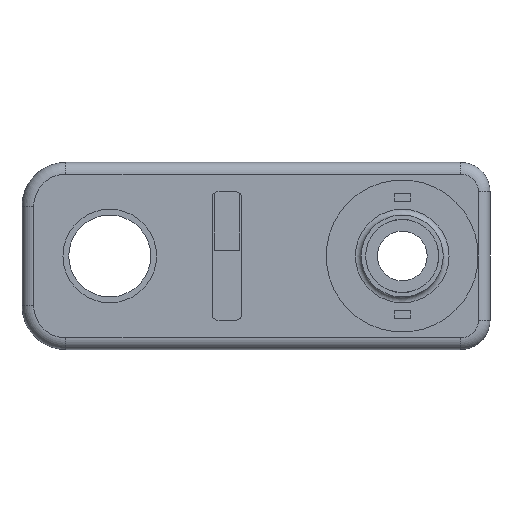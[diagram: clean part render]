
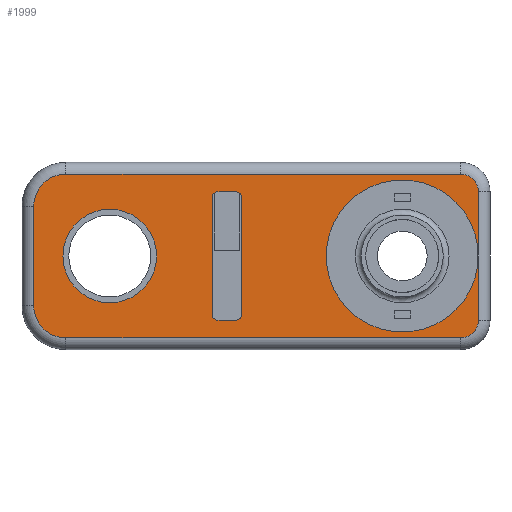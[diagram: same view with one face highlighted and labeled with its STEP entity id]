
A CAD part, left-side view. The second image highlights one B-rep face of the part: STEP entity #1999.
In plain terms, the highlighted planar face has unit normal (-1, 0, 0).
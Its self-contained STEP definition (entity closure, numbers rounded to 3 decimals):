
#51=FACE_BOUND('',#308,.T.);
#52=FACE_BOUND('',#309,.T.);
#53=FACE_BOUND('',#310,.T.);
#99=PLANE('',#2196);
#184=FACE_OUTER_BOUND('',#307,.T.);
#307=EDGE_LOOP('',(#1609,#1610,#1611,#1612,#1613,#1614,#1615,#1616));
#308=EDGE_LOOP('',(#1617));
#309=EDGE_LOOP('',(#1618,#1619,#1620,#1621,#1622,#1623,#1624,#1625));
#310=EDGE_LOOP('',(#1626,#1627,#1628,#1629,#1630,#1631,#1632,#1633));
#423=LINE('',#3097,#602);
#427=LINE('',#3108,#606);
#431=LINE('',#3117,#610);
#437=LINE('',#3141,#616);
#480=LINE('',#3366,#659);
#482=LINE('',#3378,#661);
#484=LINE('',#3389,#663);
#485=LINE('',#3395,#664);
#489=LINE('',#3409,#668);
#490=LINE('',#3413,#669);
#491=LINE('',#3417,#670);
#492=LINE('',#3421,#671);
#602=VECTOR('',#2414,10.);
#606=VECTOR('',#2422,10.);
#610=VECTOR('',#2428,10.);
#616=VECTOR('',#2456,10.);
#659=VECTOR('',#2603,10.);
#661=VECTOR('',#2617,10.);
#663=VECTOR('',#2631,10.);
#664=VECTOR('',#2640,10.);
#668=VECTOR('',#2654,10.);
#669=VECTOR('',#2657,10.);
#670=VECTOR('',#2660,10.);
#671=VECTOR('',#2663,10.);
#751=CIRCLE('',#2117,26.);
#752=CIRCLE('',#2119,26.);
#754=CIRCLE('',#2122,26.);
#782=CIRCLE('',#2172,6.);
#788=CIRCLE('',#2180,6.);
#792=CIRCLE('',#2186,11.);
#795=CIRCLE('',#2191,11.);
#797=CIRCLE('',#2197,16.);
#798=CIRCLE('',#2198,2.);
#799=CIRCLE('',#2199,2.);
#800=CIRCLE('',#2200,2.);
#801=CIRCLE('',#2201,2.);
#802=CIRCLE('',#2202,26.);
#882=VERTEX_POINT('',#3095);
#883=VERTEX_POINT('',#3096);
#887=VERTEX_POINT('',#3106);
#888=VERTEX_POINT('',#3107);
#891=VERTEX_POINT('',#3115);
#892=VERTEX_POINT('',#3116);
#897=VERTEX_POINT('',#3128);
#898=VERTEX_POINT('',#3132);
#953=VERTEX_POINT('',#3354);
#954=VERTEX_POINT('',#3356);
#956=VERTEX_POINT('',#3362);
#958=VERTEX_POINT('',#3368);
#960=VERTEX_POINT('',#3374);
#962=VERTEX_POINT('',#3380);
#964=VERTEX_POINT('',#3386);
#965=VERTEX_POINT('',#3391);
#968=VERTEX_POINT('',#3405);
#969=VERTEX_POINT('',#3407);
#970=VERTEX_POINT('',#3408);
#971=VERTEX_POINT('',#3410);
#972=VERTEX_POINT('',#3412);
#973=VERTEX_POINT('',#3414);
#974=VERTEX_POINT('',#3416);
#975=VERTEX_POINT('',#3418);
#976=VERTEX_POINT('',#3420);
#1091=EDGE_CURVE('',#882,#883,#423,.T.);
#1096=EDGE_CURVE('',#887,#888,#427,.T.);
#1100=EDGE_CURVE('',#891,#892,#431,.T.);
#1107=EDGE_CURVE('',#882,#897,#751,.T.);
#1108=EDGE_CURVE('',#898,#892,#752,.T.);
#1111=EDGE_CURVE('',#891,#888,#754,.T.);
#1113=EDGE_CURVE('',#898,#897,#437,.T.);
#1187=EDGE_CURVE('',#953,#954,#782,.T.);
#1192=EDGE_CURVE('',#954,#956,#480,.T.);
#1195=EDGE_CURVE('',#956,#958,#788,.T.);
#1198=EDGE_CURVE('',#958,#960,#482,.T.);
#1201=EDGE_CURVE('',#960,#962,#792,.T.);
#1204=EDGE_CURVE('',#962,#964,#484,.T.);
#1206=EDGE_CURVE('',#964,#965,#795,.T.);
#1207=EDGE_CURVE('',#965,#953,#485,.T.);
#1212=EDGE_CURVE('',#968,#968,#797,.T.);
#1213=EDGE_CURVE('',#969,#970,#489,.T.);
#1214=EDGE_CURVE('',#971,#970,#798,.T.);
#1215=EDGE_CURVE('',#971,#972,#490,.T.);
#1216=EDGE_CURVE('',#973,#972,#799,.T.);
#1217=EDGE_CURVE('',#973,#974,#491,.T.);
#1218=EDGE_CURVE('',#975,#974,#800,.T.);
#1219=EDGE_CURVE('',#975,#976,#492,.T.);
#1220=EDGE_CURVE('',#969,#976,#801,.T.);
#1221=EDGE_CURVE('',#887,#883,#802,.T.);
#1609=ORIENTED_EDGE('',*,*,#1192,.F.);
#1610=ORIENTED_EDGE('',*,*,#1187,.F.);
#1611=ORIENTED_EDGE('',*,*,#1207,.F.);
#1612=ORIENTED_EDGE('',*,*,#1206,.F.);
#1613=ORIENTED_EDGE('',*,*,#1204,.F.);
#1614=ORIENTED_EDGE('',*,*,#1201,.F.);
#1615=ORIENTED_EDGE('',*,*,#1198,.F.);
#1616=ORIENTED_EDGE('',*,*,#1195,.F.);
#1617=ORIENTED_EDGE('',*,*,#1212,.T.);
#1618=ORIENTED_EDGE('',*,*,#1213,.T.);
#1619=ORIENTED_EDGE('',*,*,#1214,.F.);
#1620=ORIENTED_EDGE('',*,*,#1215,.T.);
#1621=ORIENTED_EDGE('',*,*,#1216,.F.);
#1622=ORIENTED_EDGE('',*,*,#1217,.T.);
#1623=ORIENTED_EDGE('',*,*,#1218,.F.);
#1624=ORIENTED_EDGE('',*,*,#1219,.T.);
#1625=ORIENTED_EDGE('',*,*,#1220,.F.);
#1626=ORIENTED_EDGE('',*,*,#1096,.F.);
#1627=ORIENTED_EDGE('',*,*,#1221,.T.);
#1628=ORIENTED_EDGE('',*,*,#1091,.F.);
#1629=ORIENTED_EDGE('',*,*,#1107,.T.);
#1630=ORIENTED_EDGE('',*,*,#1113,.F.);
#1631=ORIENTED_EDGE('',*,*,#1108,.T.);
#1632=ORIENTED_EDGE('',*,*,#1100,.F.);
#1633=ORIENTED_EDGE('',*,*,#1111,.T.);
#1999=ADVANCED_FACE('',(#184,#51,#52,#53),#99,.T.);
#2117=AXIS2_PLACEMENT_3D('',#3130,#2439,#2440);
#2119=AXIS2_PLACEMENT_3D('',#3133,#2443,#2444);
#2122=AXIS2_PLACEMENT_3D('',#3138,#2450,#2451);
#2172=AXIS2_PLACEMENT_3D('',#3357,#2592,#2593);
#2180=AXIS2_PLACEMENT_3D('',#3372,#2610,#2611);
#2186=AXIS2_PLACEMENT_3D('',#3384,#2624,#2625);
#2191=AXIS2_PLACEMENT_3D('',#3393,#2636,#2637);
#2196=AXIS2_PLACEMENT_3D('',#3404,#2650,#2651);
#2197=AXIS2_PLACEMENT_3D('',#3406,#2652,#2653);
#2198=AXIS2_PLACEMENT_3D('',#3411,#2655,#2656);
#2199=AXIS2_PLACEMENT_3D('',#3415,#2658,#2659);
#2200=AXIS2_PLACEMENT_3D('',#3419,#2661,#2662);
#2201=AXIS2_PLACEMENT_3D('',#3422,#2664,#2665);
#2202=AXIS2_PLACEMENT_3D('',#3423,#2666,#2667);
#2414=DIRECTION('',(0.,-1.,0.));
#2422=DIRECTION('',(0.,0.,1.));
#2428=DIRECTION('',(0.,1.,0.));
#2439=DIRECTION('center_axis',(1.,0.,0.));
#2440=DIRECTION('ref_axis',(0.,0.,1.));
#2443=DIRECTION('center_axis',(1.,0.,0.));
#2444=DIRECTION('ref_axis',(0.,0.,1.));
#2450=DIRECTION('center_axis',(1.,0.,0.));
#2451=DIRECTION('ref_axis',(0.,0.,1.));
#2456=DIRECTION('',(0.,0.,-1.));
#2592=DIRECTION('center_axis',(1.,0.,0.));
#2593=DIRECTION('ref_axis',(0.,-0.707,0.707));
#2603=DIRECTION('',(0.,0.,-1.));
#2610=DIRECTION('center_axis',(1.,0.,0.));
#2611=DIRECTION('ref_axis',(0.,-0.707,-0.707));
#2617=DIRECTION('',(0.,1.,0.));
#2624=DIRECTION('center_axis',(1.,0.,0.));
#2625=DIRECTION('ref_axis',(0.,0.707,-0.707));
#2631=DIRECTION('',(0.,0.,1.));
#2636=DIRECTION('center_axis',(1.,0.,0.));
#2637=DIRECTION('ref_axis',(0.,0.707,0.707));
#2640=DIRECTION('',(0.,-1.,0.));
#2650=DIRECTION('center_axis',(-1.,0.,0.));
#2651=DIRECTION('ref_axis',(0.,-1.,0.));
#2652=DIRECTION('center_axis',(1.,0.,0.));
#2653=DIRECTION('ref_axis',(0.,0.,-1.));
#2654=DIRECTION('',(0.,-1.,0.));
#2655=DIRECTION('center_axis',(-1.,0.,0.));
#2656=DIRECTION('ref_axis',(0.,-0.707,0.707));
#2657=DIRECTION('',(0.,0.,-1.));
#2658=DIRECTION('center_axis',(-1.,0.,0.));
#2659=DIRECTION('ref_axis',(0.,-0.707,-0.707));
#2660=DIRECTION('',(0.,1.,0.));
#2661=DIRECTION('center_axis',(-1.,0.,0.));
#2662=DIRECTION('ref_axis',(0.,0.707,-0.707));
#2663=DIRECTION('',(0.,0.,1.));
#2664=DIRECTION('center_axis',(-1.,0.,0.));
#2665=DIRECTION('ref_axis',(0.,0.707,0.707));
#2666=DIRECTION('center_axis',(1.,0.,0.));
#2667=DIRECTION('ref_axis',(0.,0.,1.));
#3095=CARTESIAN_POINT('',(-20.,-46.674,-25.786));
#3096=CARTESIAN_POINT('',(-20.,-53.326,-25.786));
#3097=CARTESIAN_POINT('',(-20.,-48.337,-25.786));
#3106=CARTESIAN_POINT('',(-20.,-75.786,-3.326));
#3107=CARTESIAN_POINT('',(-20.,-75.786,3.326));
#3108=CARTESIAN_POINT('',(-20.,-75.786,-1.663));
#3115=CARTESIAN_POINT('',(-20.,-53.326,25.786));
#3116=CARTESIAN_POINT('',(-20.,-46.674,25.786));
#3117=CARTESIAN_POINT('',(-20.,-51.663,25.786));
#3128=CARTESIAN_POINT('',(-20.,-24.214,-3.326));
#3130=CARTESIAN_POINT('Origin',(-20.,-50.,0.));
#3132=CARTESIAN_POINT('',(-20.,-24.214,3.326));
#3133=CARTESIAN_POINT('Origin',(-20.,-50.,0.));
#3138=CARTESIAN_POINT('Origin',(-20.,-50.,0.));
#3141=CARTESIAN_POINT('',(-20.,-24.214,1.663));
#3354=CARTESIAN_POINT('',(-20.,-70.,28.));
#3356=CARTESIAN_POINT('',(-20.,-76.,22.));
#3357=CARTESIAN_POINT('Origin',(-20.,-70.,22.));
#3362=CARTESIAN_POINT('',(-20.,-76.,-22.));
#3366=CARTESIAN_POINT('',(-20.,-76.,0.));
#3368=CARTESIAN_POINT('',(-20.,-70.,-28.));
#3372=CARTESIAN_POINT('Origin',(-20.,-70.,-22.));
#3374=CARTESIAN_POINT('',(-20.,65.,-28.));
#3378=CARTESIAN_POINT('',(-20.,40.,-28.));
#3380=CARTESIAN_POINT('',(-20.,76.,-17.));
#3384=CARTESIAN_POINT('Origin',(-20.,65.,-17.));
#3386=CARTESIAN_POINT('',(-20.,76.,17.));
#3389=CARTESIAN_POINT('',(-20.,76.,0.));
#3391=CARTESIAN_POINT('',(-20.,65.,28.));
#3393=CARTESIAN_POINT('Origin',(-20.,65.,17.));
#3395=CARTESIAN_POINT('',(-20.,40.,28.));
#3404=CARTESIAN_POINT('Origin',(-20.,80.,0.));
#3405=CARTESIAN_POINT('',(-20.,50.,16.));
#3406=CARTESIAN_POINT('Origin',(-20.,50.,0.));
#3407=CARTESIAN_POINT('',(-20.,13.,22.));
#3408=CARTESIAN_POINT('',(-20.,7.,22.));
#3409=CARTESIAN_POINT('',(-20.,47.5,22.));
#3410=CARTESIAN_POINT('',(-20.,5.,20.));
#3411=CARTESIAN_POINT('Origin',(-20.,7.,20.));
#3412=CARTESIAN_POINT('',(-20.,5.,-20.));
#3413=CARTESIAN_POINT('',(-20.,5.,11.));
#3414=CARTESIAN_POINT('',(-20.,7.,-22.));
#3415=CARTESIAN_POINT('Origin',(-20.,7.,-20.));
#3416=CARTESIAN_POINT('',(-20.,13.,-22.));
#3417=CARTESIAN_POINT('',(-20.,42.5,-22.));
#3418=CARTESIAN_POINT('',(-20.,15.,-20.));
#3419=CARTESIAN_POINT('Origin',(-20.,13.,-20.));
#3420=CARTESIAN_POINT('',(-20.,15.,20.));
#3421=CARTESIAN_POINT('',(-20.,15.,-11.));
#3422=CARTESIAN_POINT('Origin',(-20.,13.,20.));
#3423=CARTESIAN_POINT('Origin',(-20.,-50.,0.));
